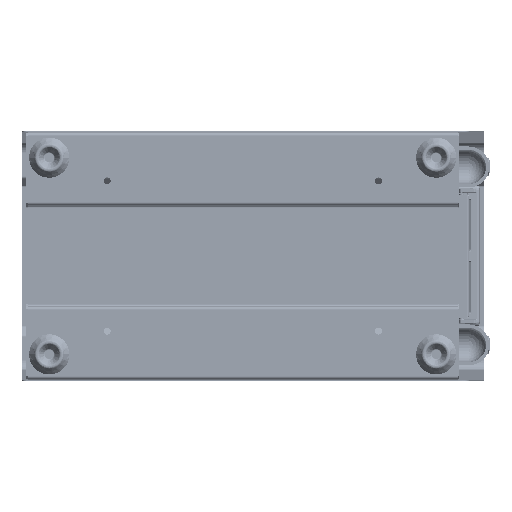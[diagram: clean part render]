
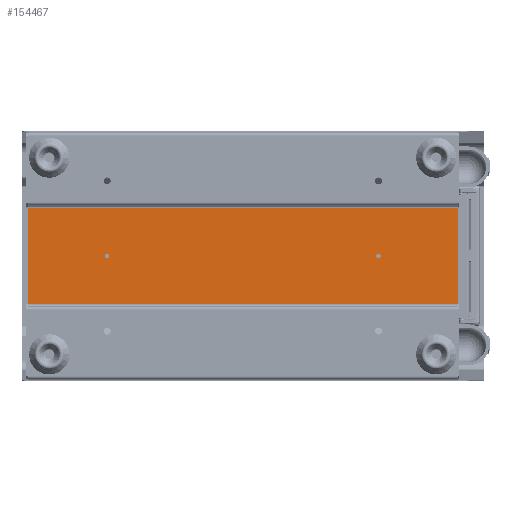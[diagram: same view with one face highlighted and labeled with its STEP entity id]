
A CAD part, front view. The second image highlights one B-rep face of the part: STEP entity #154467.
In plain terms, the highlighted planar face has unit normal (0, -1, 0).
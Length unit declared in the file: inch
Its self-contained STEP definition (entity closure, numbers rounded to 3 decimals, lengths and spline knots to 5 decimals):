
#2869 = VERTEX_POINT ( 'NONE', #241304 ) ;
#10549 = EDGE_LOOP ( 'NONE', ( #34942, #188394 ) ) ;
#15668 = FACE_BOUND ( 'NONE', #218784, .T. ) ;
#15990 = DIRECTION ( 'NONE',  ( 0., 0., -1. ) ) ;
#22478 = VECTOR ( 'NONE', #157794, 39.37008 ) ;
#25557 = DIRECTION ( 'NONE',  ( 0., 1., 0. ) ) ;
#31069 = CARTESIAN_POINT ( 'NONE',  ( 0., 0., -2.78945 ) ) ;
#31422 = AXIS2_PLACEMENT_3D ( 'NONE', #201320, #74895, #222572 ) ;
#34942 = ORIENTED_EDGE ( 'NONE', *, *, #74401, .T. ) ;
#35069 = VERTEX_POINT ( 'NONE', #211778 ) ;
#38062 = ORIENTED_EDGE ( 'NONE', *, *, #236535, .T. ) ;
#38302 = VECTOR ( 'NONE', #178784, 39.37008 ) ;
#40529 = ORIENTED_EDGE ( 'NONE', *, *, #264095, .T. ) ;
#41575 = VERTEX_POINT ( 'NONE', #145671 ) ;
#49808 = DIRECTION ( 'NONE',  ( 0., 1., 0. ) ) ;
#55624 = EDGE_CURVE ( 'NONE', #41575, #105914, #190951, .T. ) ;
#63190 = CARTESIAN_POINT ( 'NONE',  ( 0., 0., -2.78945 ) ) ;
#64686 = CIRCLE ( 'NONE', #246494, 0.1405 ) ;
#65970 = VECTOR ( 'NONE', #113280, 39.37008 ) ;
#72826 = VERTEX_POINT ( 'NONE', #84959 ) ;
#74401 = EDGE_CURVE ( 'NONE', #192487, #72826, #101639, .T. ) ;
#74895 = DIRECTION ( 'NONE',  ( 0., 1., 0. ) ) ;
#78578 = AXIS2_PLACEMENT_3D ( 'NONE', #95941, #243580, #117221 ) ;
#80469 = VERTEX_POINT ( 'NONE', #190441 ) ;
#84601 = DIRECTION ( 'NONE',  ( 0., 1., 0. ) ) ;
#84925 = ORIENTED_EDGE ( 'NONE', *, *, #129839, .T. ) ;
#84959 = CARTESIAN_POINT ( 'NONE',  ( 4.6075, 0., -0.128 ) ) ;
#95941 = CARTESIAN_POINT ( 'NONE',  ( 4.6075, 0., 0.0125 ) ) ;
#99905 = CARTESIAN_POINT ( 'NONE',  ( 4.6075, 0., 0.153 ) ) ;
#101639 = CIRCLE ( 'NONE', #167651, 0.1405 ) ;
#105914 = VERTEX_POINT ( 'NONE', #224706 ) ;
#107570 = EDGE_CURVE ( 'NONE', #72826, #192487, #118354, .T. ) ;
#109615 = PLANE ( 'NONE',  #124919 ) ;
#113280 = DIRECTION ( 'NONE',  ( -1., 0., 0. ) ) ;
#115330 = CARTESIAN_POINT ( 'NONE',  ( 24.965, 0., -8.65 ) ) ;
#117221 = DIRECTION ( 'NONE',  ( 0., 0., 1. ) ) ;
#118354 = CIRCLE ( 'NONE', #78578, 0.1405 ) ;
#122216 = LINE ( 'NONE', #197210, #65970 ) ;
#124919 = AXIS2_PLACEMENT_3D ( 'NONE', #152057, #25557, #173285 ) ;
#129839 = EDGE_CURVE ( 'NONE', #35069, #158982, #260165, .T. ) ;
#141226 = FACE_OUTER_BOUND ( 'NONE', #169744, .T. ) ;
#145671 = CARTESIAN_POINT ( 'NONE',  ( 24.965, 0., -2.78945 ) ) ;
#152057 = CARTESIAN_POINT ( 'NONE',  ( 0., 0., -8.65 ) ) ;
#154467 = ADVANCED_FACE ( 'NONE', ( #240214, #15668, #141226 ), #109615, .F. ) ;
#157794 = DIRECTION ( 'NONE',  ( 0., 0., 1. ) ) ;
#158982 = VERTEX_POINT ( 'NONE', #63190 ) ;
#162914 = ORIENTED_EDGE ( 'NONE', *, *, #248514, .T. ) ;
#164495 = EDGE_CURVE ( 'NONE', #80469, #2869, #64686, .T. ) ;
#167651 = AXIS2_PLACEMENT_3D ( 'NONE', #176287, #49808, #197466 ) ;
#169744 = EDGE_LOOP ( 'NONE', ( #84925, #40529, #268127, #162914 ) ) ;
#173285 = DIRECTION ( 'NONE',  ( 0., 0., 1. ) ) ;
#176287 = CARTESIAN_POINT ( 'NONE',  ( 4.6075, 0., 0.0125 ) ) ;
#178784 = DIRECTION ( 'NONE',  ( 1., 0., 0. ) ) ;
#188394 = ORIENTED_EDGE ( 'NONE', *, *, #107570, .T. ) ;
#188434 = CIRCLE ( 'NONE', #31422, 0.1405 ) ;
#190441 = CARTESIAN_POINT ( 'NONE',  ( 20.3575, 0., 0.153 ) ) ;
#190951 = LINE ( 'NONE', #115330, #22478 ) ;
#192487 = VERTEX_POINT ( 'NONE', #99905 ) ;
#197210 = CARTESIAN_POINT ( 'NONE',  ( 0., 0., 2.81445 ) ) ;
#197466 = DIRECTION ( 'NONE',  ( 0., 0., 1. ) ) ;
#200176 = LINE ( 'NONE', #31069, #38302 ) ;
#201320 = CARTESIAN_POINT ( 'NONE',  ( 20.3575, 0., 0.0125 ) ) ;
#204060 = VECTOR ( 'NONE', #15990, 39.37008 ) ;
#211045 = CARTESIAN_POINT ( 'NONE',  ( 20.3575, 0., 0.0125 ) ) ;
#211778 = CARTESIAN_POINT ( 'NONE',  ( 0., 0., 2.81445 ) ) ;
#215983 = ORIENTED_EDGE ( 'NONE', *, *, #164495, .T. ) ;
#218784 = EDGE_LOOP ( 'NONE', ( #215983, #38062 ) ) ;
#222572 = DIRECTION ( 'NONE',  ( 0., 0., 1. ) ) ;
#224706 = CARTESIAN_POINT ( 'NONE',  ( 24.965, 0., 2.81445 ) ) ;
#232261 = DIRECTION ( 'NONE',  ( 0., 0., 1. ) ) ;
#236535 = EDGE_CURVE ( 'NONE', #2869, #80469, #188434, .T. ) ;
#240214 = FACE_BOUND ( 'NONE', #10549, .T. ) ;
#241304 = CARTESIAN_POINT ( 'NONE',  ( 20.3575, 0., -0.128 ) ) ;
#243580 = DIRECTION ( 'NONE',  ( 0., 1., 0. ) ) ;
#246494 = AXIS2_PLACEMENT_3D ( 'NONE', #211045, #84601, #232261 ) ;
#248514 = EDGE_CURVE ( 'NONE', #105914, #35069, #122216, .T. ) ;
#260165 = LINE ( 'NONE', #267034, #204060 ) ;
#264095 = EDGE_CURVE ( 'NONE', #158982, #41575, #200176, .T. ) ;
#267034 = CARTESIAN_POINT ( 'NONE',  ( 0., 0., 8.675 ) ) ;
#268127 = ORIENTED_EDGE ( 'NONE', *, *, #55624, .T. ) ;
